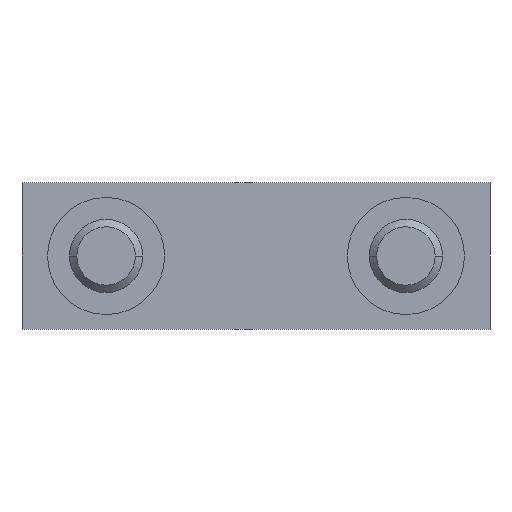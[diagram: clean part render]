
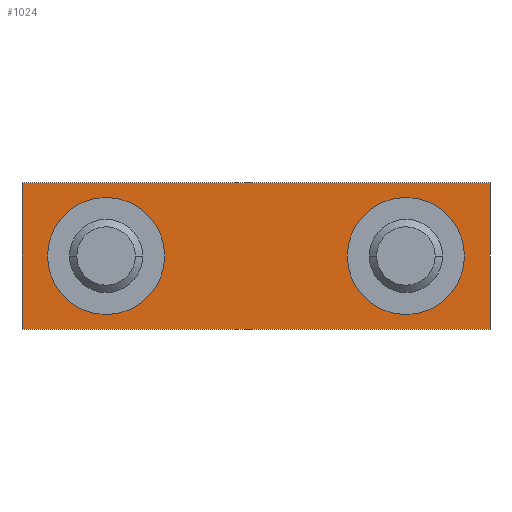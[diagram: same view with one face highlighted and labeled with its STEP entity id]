
A CAD part, front view. The second image highlights one B-rep face of the part: STEP entity #1024.
In plain terms, the highlighted face is planar.
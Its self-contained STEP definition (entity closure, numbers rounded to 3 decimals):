
#250=DIRECTION('',(0.,-1.,0.));
#251=VECTOR('',#250,32.);
#252=CARTESIAN_POINT('',(-2.508,122.395,2.5));
#253=LINE('',#252,#251);
#257=DIRECTION('',(-1.,0.,0.));
#258=VECTOR('',#257,10.);
#259=CARTESIAN_POINT('',(7.492,122.395,2.5));
#260=LINE('',#259,#258);
#264=DIRECTION('',(0.,1.,0.));
#265=VECTOR('',#264,32.);
#266=CARTESIAN_POINT('',(7.492,90.395,2.5));
#267=LINE('',#266,#265);
#271=DIRECTION('',(1.,0.,0.));
#272=VECTOR('',#271,10.);
#273=CARTESIAN_POINT('',(-2.508,90.395,2.5));
#274=LINE('',#273,#272);
#278=CARTESIAN_POINT('',(2.492,116.645,2.5));
#279=DIRECTION('',(0.,0.,-1.));
#280=DIRECTION('',(0.,-1.,0.));
#281=AXIS2_PLACEMENT_3D('',#278,#279,#280);
#286=CARTESIAN_POINT('',(2.492,116.645,2.5));
#287=DIRECTION('',(0.,0.,-1.));
#288=DIRECTION('',(0.,1.,0.));
#289=AXIS2_PLACEMENT_3D('',#286,#287,#288);
#294=CARTESIAN_POINT('',(2.492,96.145,2.5));
#295=DIRECTION('',(0.,0.,-1.));
#296=DIRECTION('',(0.,-1.,0.));
#297=AXIS2_PLACEMENT_3D('',#294,#295,#296);
#302=CARTESIAN_POINT('',(2.492,96.145,2.5));
#303=DIRECTION('',(0.,0.,-1.));
#304=DIRECTION('',(0.,1.,0.));
#305=AXIS2_PLACEMENT_3D('',#302,#303,#304);
#798=CARTESIAN_POINT('',(7.492,122.395,2.5));
#799=CARTESIAN_POINT('',(-2.508,122.395,2.5));
#800=VERTEX_POINT('',#798);
#801=VERTEX_POINT('',#799);
#802=CARTESIAN_POINT('',(7.492,90.395,2.5));
#803=VERTEX_POINT('',#802);
#804=CARTESIAN_POINT('',(-2.508,90.395,2.5));
#805=VERTEX_POINT('',#804);
#806=CARTESIAN_POINT('',(2.492,120.645,2.5));
#807=CARTESIAN_POINT('',(2.492,112.645,2.5));
#808=VERTEX_POINT('',#806);
#809=VERTEX_POINT('',#807);
#810=CARTESIAN_POINT('',(2.492,100.145,2.5));
#811=CARTESIAN_POINT('',(2.492,92.145,2.5));
#812=VERTEX_POINT('',#810);
#813=VERTEX_POINT('',#811);
#1001=CARTESIAN_POINT('',(22.492,122.395,2.5));
#1002=DIRECTION('',(0.,0.,-1.));
#1003=DIRECTION('',(0.,-1.,0.));
#1004=AXIS2_PLACEMENT_3D('',#1001,#1002,#1003);
#1005=PLANE('',#1004);
#1006=ORIENTED_EDGE('',*,*,#948,.F.);
#1007=ORIENTED_EDGE('',*,*,#927,.F.);
#1008=ORIENTED_EDGE('',*,*,#989,.F.);
#1009=ORIENTED_EDGE('',*,*,#969,.F.);
#1010=EDGE_LOOP('',(#1006,#1007,#1008,#1009));
#1011=FACE_OUTER_BOUND('',#1010,.F.);
#1013=ORIENTED_EDGE('',*,*,#1012,.F.);
#1015=ORIENTED_EDGE('',*,*,#1014,.F.);
#1016=EDGE_LOOP('',(#1013,#1015));
#1017=FACE_BOUND('',#1016,.F.);
#1019=ORIENTED_EDGE('',*,*,#1018,.F.);
#1021=ORIENTED_EDGE('',*,*,#1020,.F.);
#1022=EDGE_LOOP('',(#1019,#1021));
#1023=FACE_BOUND('',#1022,.F.);
#282=CIRCLE('',#281,4.);
#290=CIRCLE('',#289,4.);
#298=CIRCLE('',#297,4.);
#306=CIRCLE('',#305,4.);
#927=EDGE_CURVE('',#800,#801,#260,.T.);
#948=EDGE_CURVE('',#801,#805,#253,.T.);
#969=EDGE_CURVE('',#805,#803,#274,.T.);
#989=EDGE_CURVE('',#803,#800,#267,.T.);
#1012=EDGE_CURVE('',#809,#808,#282,.T.);
#1014=EDGE_CURVE('',#808,#809,#290,.T.);
#1018=EDGE_CURVE('',#813,#812,#298,.T.);
#1020=EDGE_CURVE('',#812,#813,#306,.T.);
#1024=ADVANCED_FACE('',(#1011,#1017,#1023),#1005,.F.);
